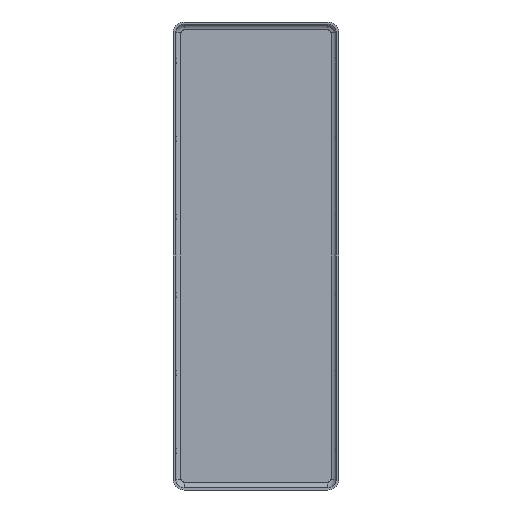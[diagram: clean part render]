
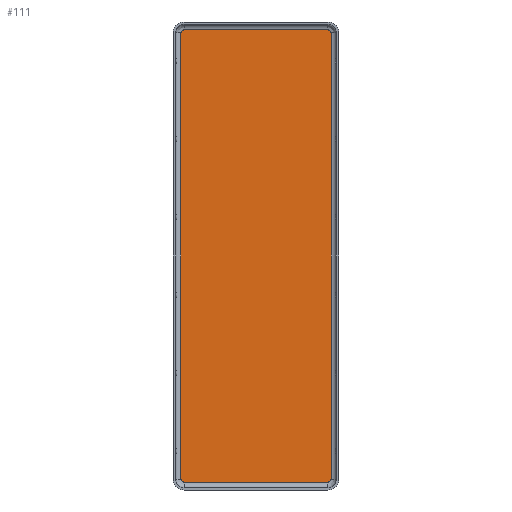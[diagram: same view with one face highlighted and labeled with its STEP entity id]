
A CAD part, front view. The second image highlights one B-rep face of the part: STEP entity #111.
In plain terms, the highlighted planar face has unit normal (0, -1, 0).
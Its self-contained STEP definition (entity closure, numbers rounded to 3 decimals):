
#111 = ADVANCED_FACE( 'NONE', ( #266 ), #267, .F. );
#266 = FACE_OUTER_BOUND( '', #519, .T. );
#267 = PLANE( '', #520 );
#519 = EDGE_LOOP( '', ( #897, #898, #899, #900, #901, #902, #903, #904 ) );
#520 = AXIS2_PLACEMENT_3D( '', #905, #906, #907 );
#897 = ORIENTED_EDGE( '', *, *, #1276, .T. );
#898 = ORIENTED_EDGE( '', *, *, #1277, .F. );
#899 = ORIENTED_EDGE( '', *, *, #1278, .T. );
#900 = ORIENTED_EDGE( '', *, *, #1245, .T. );
#901 = ORIENTED_EDGE( '', *, *, #1279, .F. );
#902 = ORIENTED_EDGE( '', *, *, #1280, .F. );
#903 = ORIENTED_EDGE( '', *, *, #1257, .F. );
#904 = ORIENTED_EDGE( '', *, *, #1281, .T. );
#905 = CARTESIAN_POINT( '', ( 9.2, 0., -28.55 ) );
#906 = DIRECTION( '', ( 0., 1., 0. ) );
#907 = DIRECTION( '', ( 1., 0., 0. ) );
#1245 = EDGE_CURVE( 'NONE', #1425, #1423, #1426, .T. );
#1257 = EDGE_CURVE( 'NONE', #1442, #1444, #1445, .T. );
#1276 = EDGE_CURVE( 'NONE', #1471, #1472, #1473, .T. );
#1277 = EDGE_CURVE( 'NONE', #1474, #1472, #1475, .T. );
#1278 = EDGE_CURVE( 'NONE', #1474, #1425, #1476, .T. );
#1279 = EDGE_CURVE( 'NONE', #1477, #1423, #1478, .T. );
#1280 = EDGE_CURVE( 'NONE', #1444, #1477, #1479, .T. );
#1281 = EDGE_CURVE( 'NONE', #1442, #1471, #1480, .T. );
#1423 = VERTEX_POINT( 'NONE', #1664 );
#1425 = VERTEX_POINT( 'NONE', #1666 );
#1426 = CIRCLE( '', #1667, 0.4 );
#1442 = VERTEX_POINT( 'NONE', #1684 );
#1444 = VERTEX_POINT( 'NONE', #1686 );
#1445 = LINE( '', #1687, #1688 );
#1471 = VERTEX_POINT( 'NONE', #1717 );
#1472 = VERTEX_POINT( 'NONE', #1718 );
#1473 = LINE( '', #1719, #1720 );
#1474 = VERTEX_POINT( 'NONE', #1721 );
#1475 = CIRCLE( '', #1722, 0.4 );
#1476 = LINE( '', #1723, #1724 );
#1477 = VERTEX_POINT( 'NONE', #1725 );
#1478 = LINE( '', #1726, #1727 );
#1479 = CIRCLE( '', #1728, 0.4 );
#1480 = CIRCLE( '', #1729, 0.4 );
#1664 = CARTESIAN_POINT( '', ( -9.2, 0., -28.95 ) );
#1666 = CARTESIAN_POINT( '', ( -9.6, 0., -28.55 ) );
#1667 = AXIS2_PLACEMENT_3D( '', #1934, #1935, #1936 );
#1684 = CARTESIAN_POINT( '', ( 9.6, 0., 28.55 ) );
#1686 = CARTESIAN_POINT( '', ( 9.6, 0., -28.55 ) );
#1687 = CARTESIAN_POINT( '', ( 9.6, 0., 0. ) );
#1688 = VECTOR( '', #1959, 1000. );
#1717 = CARTESIAN_POINT( '', ( 9.2, 0., 28.95 ) );
#1718 = CARTESIAN_POINT( '', ( -9.2, 0., 28.95 ) );
#1719 = CARTESIAN_POINT( '', ( 9.2, 0., 28.95 ) );
#1720 = VECTOR( '', #1984, 1000. );
#1721 = CARTESIAN_POINT( '', ( -9.6, 0., 28.55 ) );
#1722 = AXIS2_PLACEMENT_3D( '', #1985, #1986, #1987 );
#1723 = CARTESIAN_POINT( '', ( -9.6, 0., 0. ) );
#1724 = VECTOR( '', #1988, 1000. );
#1725 = CARTESIAN_POINT( '', ( 9.2, 0., -28.95 ) );
#1726 = CARTESIAN_POINT( '', ( 9.2, 0., -28.95 ) );
#1727 = VECTOR( '', #1989, 1000. );
#1728 = AXIS2_PLACEMENT_3D( '', #1990, #1991, #1992 );
#1729 = AXIS2_PLACEMENT_3D( '', #1993, #1994, #1995 );
#1934 = CARTESIAN_POINT( '', ( -9.2, 0., -28.55 ) );
#1935 = DIRECTION( '', ( 0., -1., 0. ) );
#1936 = DIRECTION( '', ( -1., 0., 0. ) );
#1959 = DIRECTION( '', ( 0., 0., -1. ) );
#1984 = DIRECTION( '', ( -1., 0., 0. ) );
#1985 = CARTESIAN_POINT( '', ( -9.2, 0., 28.55 ) );
#1986 = DIRECTION( '', ( 0., 1., 0. ) );
#1987 = DIRECTION( '', ( -1., 0., 0. ) );
#1988 = DIRECTION( '', ( 0., 0., -1. ) );
#1989 = DIRECTION( '', ( -1., 0., 0. ) );
#1990 = CARTESIAN_POINT( '', ( 9.2, 0., -28.55 ) );
#1991 = DIRECTION( '', ( 0., 1., 0. ) );
#1992 = DIRECTION( '', ( 1., 0., 0. ) );
#1993 = CARTESIAN_POINT( '', ( 9.2, 0., 28.55 ) );
#1994 = DIRECTION( '', ( 0., -1., 0. ) );
#1995 = DIRECTION( '', ( 1., 0., 0. ) );
